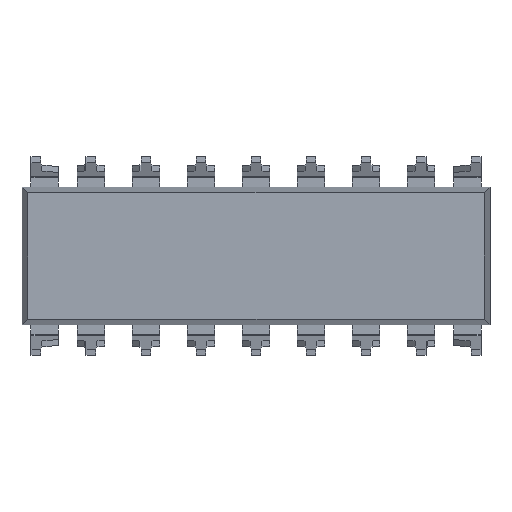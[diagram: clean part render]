
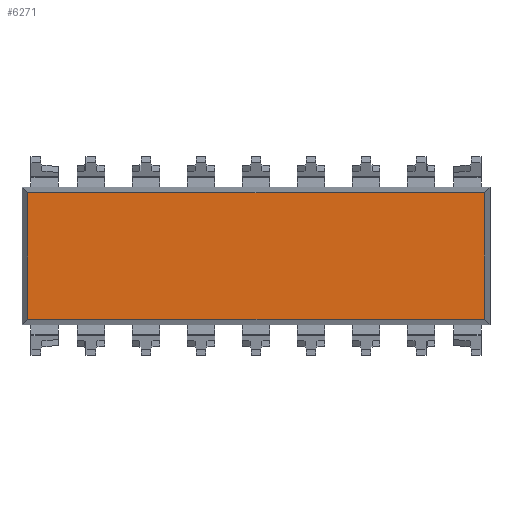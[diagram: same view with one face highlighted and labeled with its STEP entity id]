
A CAD part, front view. The second image highlights one B-rep face of the part: STEP entity #6271.
In plain terms, the highlighted planar face has unit normal (0, -1, 0).
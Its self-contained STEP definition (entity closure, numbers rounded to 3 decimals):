
#130 = CARTESIAN_POINT ( 'NONE',  ( 10.542, 0.51, 2.912 ) ) ;
#672 = DIRECTION ( 'NONE',  ( 1., 0., 0. ) ) ;
#1242 = CARTESIAN_POINT ( 'NONE',  ( -10.542, 0.51, -2.912 ) ) ;
#1538 = LINE ( 'NONE', #8854, #4754 ) ;
#1841 = VERTEX_POINT ( 'NONE', #1242 ) ;
#1894 = VERTEX_POINT ( 'NONE', #130 ) ;
#1940 = DIRECTION ( 'NONE',  ( 0., -1., 0. ) ) ;
#2412 = DIRECTION ( 'NONE',  ( 0., 0., 1. ) ) ;
#2569 = DIRECTION ( 'NONE',  ( -1., 0., 0. ) ) ;
#3108 = VECTOR ( 'NONE', #672, 1000. ) ;
#3182 = DIRECTION ( 'NONE',  ( 0., 0., -1. ) ) ;
#3308 = CARTESIAN_POINT ( 'NONE',  ( 0., 0.51, 0. ) ) ;
#3536 = EDGE_LOOP ( 'NONE', ( #6559, #8951, #5238, #8184 ) ) ;
#3857 = LINE ( 'NONE', #5558, #3108 ) ;
#3897 = CARTESIAN_POINT ( 'NONE',  ( 10.542, 0.51, -3.17 ) ) ;
#4514 = EDGE_CURVE ( 'NONE', #5470, #1841, #6903, .T. ) ;
#4754 = VECTOR ( 'NONE', #2569, 1000. ) ;
#5008 = VERTEX_POINT ( 'NONE', #5193 ) ;
#5193 = CARTESIAN_POINT ( 'NONE',  ( 10.542, 0.51, -2.912 ) ) ;
#5238 = ORIENTED_EDGE ( 'NONE', *, *, #7976, .T. ) ;
#5470 = VERTEX_POINT ( 'NONE', #7674 ) ;
#5558 = CARTESIAN_POINT ( 'NONE',  ( -10.8, 0.51, -2.912 ) ) ;
#5587 = EDGE_CURVE ( 'NONE', #5008, #1894, #7311, .T. ) ;
#6187 = DIRECTION ( 'NONE',  ( 0., 0., -1. ) ) ;
#6271 = ADVANCED_FACE ( 'NONE', ( #6651 ), #6817, .T. ) ;
#6341 = AXIS2_PLACEMENT_3D ( 'NONE', #3308, #1940, #6187 ) ;
#6484 = VECTOR ( 'NONE', #3182, 1000. ) ;
#6559 = ORIENTED_EDGE ( 'NONE', *, *, #7221, .T. ) ;
#6651 = FACE_OUTER_BOUND ( 'NONE', #3536, .T. ) ;
#6817 = PLANE ( 'NONE',  #6341 ) ;
#6903 = LINE ( 'NONE', #8189, #6484 ) ;
#7221 = EDGE_CURVE ( 'NONE', #1841, #5008, #3857, .T. ) ;
#7311 = LINE ( 'NONE', #3897, #7633 ) ;
#7633 = VECTOR ( 'NONE', #2412, 1000. ) ;
#7674 = CARTESIAN_POINT ( 'NONE',  ( -10.542, 0.51, 2.912 ) ) ;
#7976 = EDGE_CURVE ( 'NONE', #1894, #5470, #1538, .T. ) ;
#8184 = ORIENTED_EDGE ( 'NONE', *, *, #4514, .T. ) ;
#8189 = CARTESIAN_POINT ( 'NONE',  ( -10.542, 0.51, 3.17 ) ) ;
#8854 = CARTESIAN_POINT ( 'NONE',  ( 10.8, 0.51, 2.912 ) ) ;
#8951 = ORIENTED_EDGE ( 'NONE', *, *, #5587, .T. ) ;
